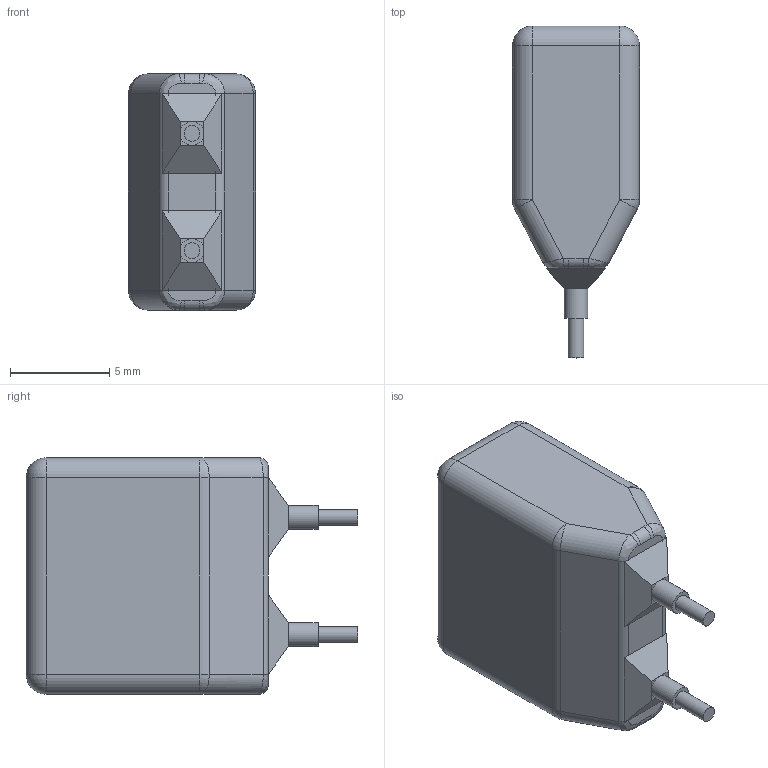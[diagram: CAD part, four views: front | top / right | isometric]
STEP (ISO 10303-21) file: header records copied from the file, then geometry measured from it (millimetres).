
FILE_DESCRIPTION(('FreeCAD Model'),'2;1');
FILE_NAME('CAP2200.STEP', '2020-11-18T21:49:14',('Author'),(''), 'Open CASCADE STEP processor 7.3','FreeCAD','Unknown');
FILE_SCHEMA(('AUTOMOTIVE_DESIGN { 1 0 10303 214 1 1 1 1 }'));
Length unit declared in the file: millimetre
Products named in the file (7): Loft_(Mirror_#1); Loft; Extrude_(Mirror_#2); Extrude; Extrude002_(Mirror_#3); Extrude002; Fillet001
Bounding box: 6.4 x 16.7 x 11.9 mm (x, y, z)
Volume: 862.9 mm3; surface area: 599.3 mm2
Topology: 7 solids, 7 shells, 66 faces, 132 edges, 72 vertices
Faces by surface type: cylinder 22, plane 20, bspline 16, sphere 8
Full cylindrical faces by diameter (mm): 0.8 x2, 1.2 x2
Entity records: 1860 total; most frequent: CARTESIAN_POINT 525, ORIENTED_EDGE 248, DIRECTION 232, EDGE_CURVE 124, AXIS2_PLACEMENT_3D 88, VERTEX_POINT 72, ADVANCED_FACE 66, FACE_BOUND 66
